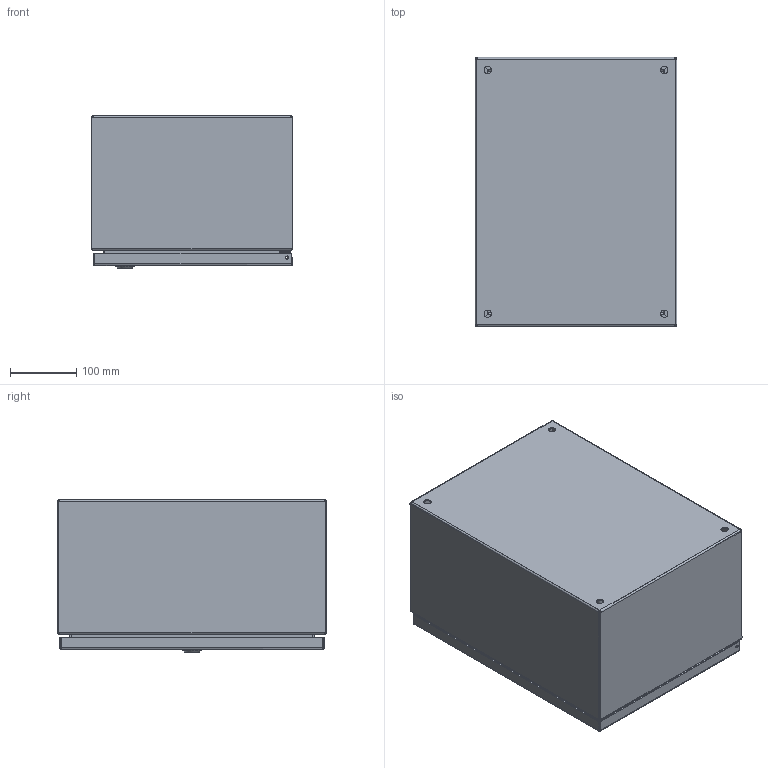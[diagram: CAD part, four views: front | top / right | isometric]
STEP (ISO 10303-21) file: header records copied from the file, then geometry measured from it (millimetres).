
FILE_DESCRIPTION (( 'STEP AP214' ), '1' );
FILE_NAME ('N412161208CLG.STEP', '2019-09-05T17:27:06', ( '' ), ( '' ), 'SwSTEP 2.0', 'SolidWorks 2018', '' );
FILE_SCHEMA (( 'AUTOMOTIVE_DESIGN' ));
Length unit declared in the file: inch
Products named in the file (1): N412161208CLG
Bounding box: 304.8 x 406.4 x 230.5 mm (x, y, z)
Volume: 1154805.2 mm3; surface area: 1238830.2 mm2
Topology: 33 solids, 33 shells, 1449 faces, 3483 edges, 2102 vertices
Faces by surface type: cylinder 547, plane 530, cone 185, bspline 171, torus 16
Full cylindrical faces by diameter (mm): 2.362 x4, 3.175 x2, 3.317 x68, 3.861 x4, 3.962 x2, 4.166 x68, 4.25 x4, 4.366 x4, 4.572 x4, 4.775 x6, 5 x1, 5.5 x1, 6.35 x10, 6.502 x4, 6.985 x4, 7.62 x4, 8.128 x4, 8.56 x2, 9.144 x4, 9.9 x1, 10 x1, 10.2 x1, 11.112 x2, 11.113 x2, 12.8 x1, 13.5 x1, 14.3 x4, 15.2 x1, 15.8 x1, 16.1 x1
Entity records: 74718 total; most frequent: CARTESIAN_POINT 25904, DIRECTION 5780, ORIENTED_EDGE 5716, EDGE_CURVE 2858, AXIS2_PLACEMENT_3D 2175, EDGE_LOOP 1976, VERTEX_POINT 1920, FACE_OUTER_BOUND 1686
